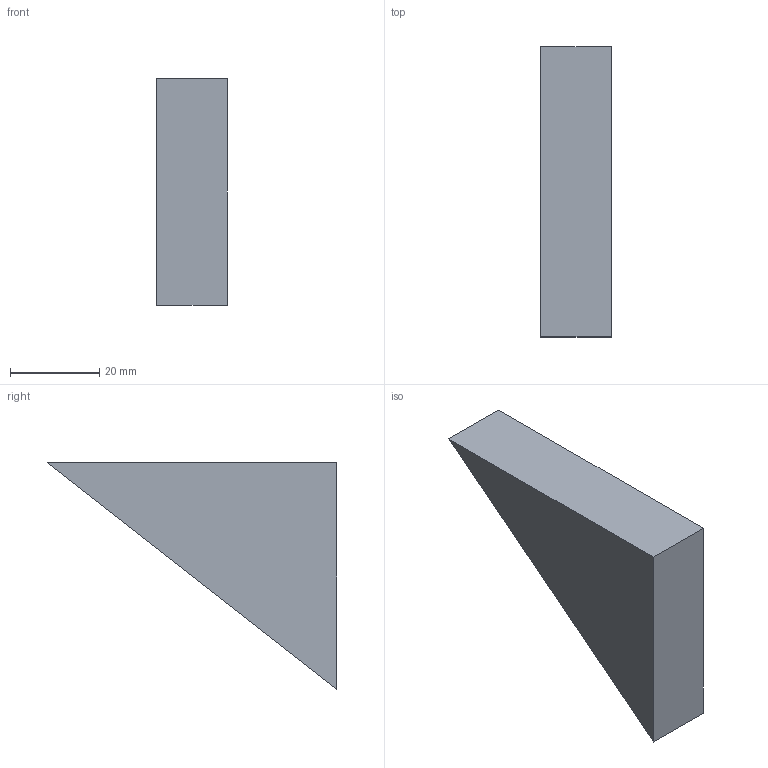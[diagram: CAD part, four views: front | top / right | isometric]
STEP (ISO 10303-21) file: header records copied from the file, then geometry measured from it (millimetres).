
FILE_DESCRIPTION (( 'STEP AP214' ), '1' );
FILE_NAME ('Latch Brace.STEP', '2020-02-13T22:58:58', ( '' ), ( '' ), 'SwSTEP 2.0', 'SolidWorks 2019', '' );
FILE_SCHEMA (( 'AUTOMOTIVE_DESIGN' ));
Length unit declared in the file: inch
Products named in the file (1): Latch Brace
Bounding box: 15.88 x 65 x 50.8 mm (x, y, z)
Volume: 26209.6 mm3; surface area: 6450 mm2
Topology: 1 solids, 1 shells, 5 faces, 9 edges, 6 vertices
Faces by surface type: plane 5
Entity records: 163 total; most frequent: DIRECTION 21, CARTESIAN_POINT 21, ORIENTED_EDGE 18, VECTOR 9, EDGE_CURVE 9, LINE 9, AXIS2_PLACEMENT_3D 6, VERTEX_POINT 6
